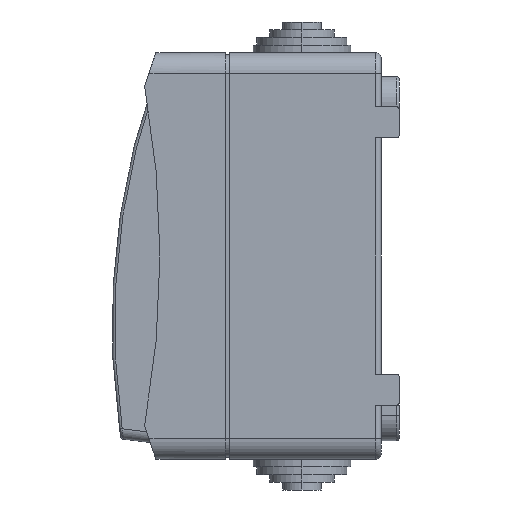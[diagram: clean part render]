
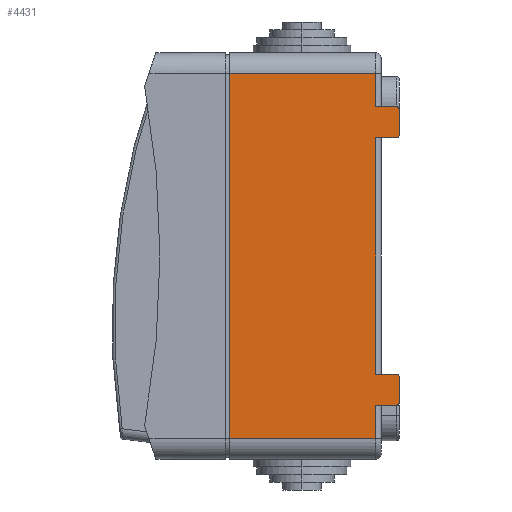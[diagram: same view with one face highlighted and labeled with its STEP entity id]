
A CAD part, left-side view. The second image highlights one B-rep face of the part: STEP entity #4431.
In plain terms, the highlighted planar face has unit normal (-1, 0, 0).
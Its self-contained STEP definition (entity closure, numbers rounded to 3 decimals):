
#21 = ORIENTED_EDGE ( 'NONE', *, *, #3802, .F. ) ;
#335 = EDGE_CURVE ( 'NONE', #9305, #14296, #1703, .T. ) ;
#521 = VECTOR ( 'NONE', #14833, 1000. ) ;
#974 = DIRECTION ( 'NONE',  ( 0., 0., -1. ) ) ;
#1192 = FACE_OUTER_BOUND ( 'NONE', #5411, .T. ) ;
#1198 = VERTEX_POINT ( 'NONE', #3736 ) ;
#1348 = DIRECTION ( 'NONE',  ( 1., 0., 0. ) ) ;
#1703 = LINE ( 'NONE', #11346, #10620 ) ;
#1735 = ORIENTED_EDGE ( 'NONE', *, *, #1883, .T. ) ;
#1815 = CARTESIAN_POINT ( 'NONE',  ( -32., 1., 23. ) ) ;
#1883 = EDGE_CURVE ( 'NONE', #14066, #1198, #12901, .T. ) ;
#2114 = ORIENTED_EDGE ( 'NONE', *, *, #4382, .T. ) ;
#2357 = VECTOR ( 'NONE', #14120, 1000. ) ;
#2398 = DIRECTION ( 'NONE',  ( -1., 0., 0. ) ) ;
#2463 = CARTESIAN_POINT ( 'NONE',  ( -32., 29.4, 39.5 ) ) ;
#2498 = ORIENTED_EDGE ( 'NONE', *, *, #8959, .T. ) ;
#2669 = LINE ( 'NONE', #14092, #15769 ) ;
#2778 = LINE ( 'NONE', #16087, #12646 ) ;
#2810 = DIRECTION ( 'NONE',  ( 0., -1., 0. ) ) ;
#2842 = VERTEX_POINT ( 'NONE', #4440 ) ;
#2886 = ORIENTED_EDGE ( 'NONE', *, *, #12972, .F. ) ;
#3186 = CARTESIAN_POINT ( 'NONE',  ( -32., 29.4, -35.5 ) ) ;
#3265 = ORIENTED_EDGE ( 'NONE', *, *, #11751, .T. ) ;
#3370 = DIRECTION ( 'NONE',  ( 0., -1., 0. ) ) ;
#3601 = AXIS2_PLACEMENT_3D ( 'NONE', #2463, #1348, #10383 ) ;
#3607 = CARTESIAN_POINT ( 'NONE',  ( -32., 1., 29. ) ) ;
#3736 = CARTESIAN_POINT ( 'NONE',  ( -32., -3., -23. ) ) ;
#3802 = EDGE_CURVE ( 'NONE', #12419, #11424, #12620, .T. ) ;
#3827 = CARTESIAN_POINT ( 'NONE',  ( -32., 1., -29. ) ) ;
#3837 = CARTESIAN_POINT ( 'NONE',  ( -32., -3.5, 28.5 ) ) ;
#3874 = AXIS2_PLACEMENT_3D ( 'NONE', #10206, #2398, #11454 ) ;
#3914 = DIRECTION ( 'NONE',  ( 0., 0., -1. ) ) ;
#4382 = EDGE_CURVE ( 'NONE', #4692, #7490, #9711, .T. ) ;
#4431 = ADVANCED_FACE ( 'NONE', ( #1192 ), #11574, .F. ) ;
#4440 = CARTESIAN_POINT ( 'NONE',  ( -32., 1., 35.5 ) ) ;
#4505 = ORIENTED_EDGE ( 'NONE', *, *, #13477, .T. ) ;
#4613 = VECTOR ( 'NONE', #8084, 1000. ) ;
#4670 = CARTESIAN_POINT ( 'NONE',  ( -32., 29.4, 39.5 ) ) ;
#4692 = VERTEX_POINT ( 'NONE', #7679 ) ;
#4944 = VERTEX_POINT ( 'NONE', #5913 ) ;
#5037 = CARTESIAN_POINT ( 'NONE',  ( -32., 1., 35.5 ) ) ;
#5258 = LINE ( 'NONE', #10604, #8469 ) ;
#5341 = VERTEX_POINT ( 'NONE', #7457 ) ;
#5411 = EDGE_LOOP ( 'NONE', ( #14466, #11604, #14839, #1735, #15222, #2114, #15603, #2498, #2886, #6398, #21, #3265, #7260, #10635, #14287, #4505 ) ) ;
#5793 = DIRECTION ( 'NONE',  ( -1., 0., 0. ) ) ;
#5859 = CARTESIAN_POINT ( 'NONE',  ( -32., -3., -29. ) ) ;
#5879 = DIRECTION ( 'NONE',  ( 0., 0., 1. ) ) ;
#5913 = CARTESIAN_POINT ( 'NONE',  ( -32., 29.4, 35.5 ) ) ;
#6076 = CARTESIAN_POINT ( 'NONE',  ( -32., -3.5, 23.5 ) ) ;
#6376 = DIRECTION ( 'NONE',  ( 0., 0., 1. ) ) ;
#6398 = ORIENTED_EDGE ( 'NONE', *, *, #15310, .T. ) ;
#6596 = CARTESIAN_POINT ( 'NONE',  ( -32., 1.5, 29. ) ) ;
#6627 = EDGE_CURVE ( 'NONE', #4692, #1198, #5258, .T. ) ;
#6711 = LINE ( 'NONE', #9965, #13037 ) ;
#6842 = VERTEX_POINT ( 'NONE', #6076 ) ;
#7124 = LINE ( 'NONE', #11004, #10130 ) ;
#7175 = CARTESIAN_POINT ( 'NONE',  ( -32., -3.5, -28.5 ) ) ;
#7260 = ORIENTED_EDGE ( 'NONE', *, *, #11945, .T. ) ;
#7265 = AXIS2_PLACEMENT_3D ( 'NONE', #14963, #7571, #16176 ) ;
#7345 = DIRECTION ( 'NONE',  ( -1., 0., 0. ) ) ;
#7405 = LINE ( 'NONE', #13627, #521 ) ;
#7457 = CARTESIAN_POINT ( 'NONE',  ( -32., 1., -35.5 ) ) ;
#7490 = VERTEX_POINT ( 'NONE', #1815 ) ;
#7571 = DIRECTION ( 'NONE',  ( -1., 0., 0. ) ) ;
#7618 = VECTOR ( 'NONE', #6376, 1000. ) ;
#7679 = CARTESIAN_POINT ( 'NONE',  ( -32., 1., -23. ) ) ;
#8084 = DIRECTION ( 'NONE',  ( 0., 1., 0. ) ) ;
#8258 = LINE ( 'NONE', #14141, #4613 ) ;
#8469 = VECTOR ( 'NONE', #2810, 1000. ) ;
#8525 = EDGE_CURVE ( 'NONE', #14066, #11433, #2669, .T. ) ;
#8721 = AXIS2_PLACEMENT_3D ( 'NONE', #14772, #7345, #15992 ) ;
#8954 = CARTESIAN_POINT ( 'NONE',  ( -32., 1., 35.5 ) ) ;
#8959 = EDGE_CURVE ( 'NONE', #13153, #6842, #14053, .T. ) ;
#9134 = AXIS2_PLACEMENT_3D ( 'NONE', #13424, #5793, #14633 ) ;
#9158 = VECTOR ( 'NONE', #11153, 1000. ) ;
#9305 = VERTEX_POINT ( 'NONE', #3827 ) ;
#9542 = LINE ( 'NONE', #4670, #9158 ) ;
#9711 = LINE ( 'NONE', #8954, #12583 ) ;
#9965 = CARTESIAN_POINT ( 'NONE',  ( -32., 1.5, 23. ) ) ;
#10130 = VECTOR ( 'NONE', #5879, 1000. ) ;
#10172 = DIRECTION ( 'NONE',  ( 0., 0., 1. ) ) ;
#10206 = CARTESIAN_POINT ( 'NONE',  ( -32., -3., 28.5 ) ) ;
#10383 = DIRECTION ( 'NONE',  ( 0., 0., -1. ) ) ;
#10604 = CARTESIAN_POINT ( 'NONE',  ( -32., 1.5, -23. ) ) ;
#10620 = VECTOR ( 'NONE', #11232, 1000. ) ;
#10635 = ORIENTED_EDGE ( 'NONE', *, *, #14409, .F. ) ;
#10984 = CARTESIAN_POINT ( 'NONE',  ( -32., -3., 29. ) ) ;
#11004 = CARTESIAN_POINT ( 'NONE',  ( -32., 1., 35.5 ) ) ;
#11153 = DIRECTION ( 'NONE',  ( 0., 0., 1. ) ) ;
#11232 = DIRECTION ( 'NONE',  ( 0., -1., 0. ) ) ;
#11346 = CARTESIAN_POINT ( 'NONE',  ( -32., 1.5, -29. ) ) ;
#11375 = EDGE_CURVE ( 'NONE', #14296, #11433, #15531, .T. ) ;
#11424 = VERTEX_POINT ( 'NONE', #10984 ) ;
#11429 = VERTEX_POINT ( 'NONE', #3186 ) ;
#11433 = VERTEX_POINT ( 'NONE', #7175 ) ;
#11454 = DIRECTION ( 'NONE',  ( 0., 0., -1. ) ) ;
#11541 = EDGE_CURVE ( 'NONE', #11429, #5341, #7405, .T. ) ;
#11574 = PLANE ( 'NONE',  #3601 ) ;
#11604 = ORIENTED_EDGE ( 'NONE', *, *, #11375, .T. ) ;
#11751 = EDGE_CURVE ( 'NONE', #12419, #2842, #14196, .T. ) ;
#11894 = CIRCLE ( 'NONE', #3874, 0.5 ) ;
#11945 = EDGE_CURVE ( 'NONE', #2842, #4944, #8258, .T. ) ;
#12419 = VERTEX_POINT ( 'NONE', #3607 ) ;
#12550 = VERTEX_POINT ( 'NONE', #3837 ) ;
#12583 = VECTOR ( 'NONE', #10172, 1000. ) ;
#12620 = LINE ( 'NONE', #6596, #2357 ) ;
#12646 = VECTOR ( 'NONE', #974, 1000. ) ;
#12901 = CIRCLE ( 'NONE', #7265, 0.5 ) ;
#12912 = EDGE_CURVE ( 'NONE', #7490, #13153, #6711, .T. ) ;
#12972 = EDGE_CURVE ( 'NONE', #12550, #6842, #2778, .T. ) ;
#13037 = VECTOR ( 'NONE', #3370, 1000. ) ;
#13110 = CARTESIAN_POINT ( 'NONE',  ( -32., -3.5, -23.5 ) ) ;
#13153 = VERTEX_POINT ( 'NONE', #15229 ) ;
#13424 = CARTESIAN_POINT ( 'NONE',  ( -32., -3., -28.5 ) ) ;
#13477 = EDGE_CURVE ( 'NONE', #5341, #9305, #7124, .T. ) ;
#13627 = CARTESIAN_POINT ( 'NONE',  ( -32., 29.4, -35.5 ) ) ;
#14053 = CIRCLE ( 'NONE', #8721, 0.5 ) ;
#14066 = VERTEX_POINT ( 'NONE', #13110 ) ;
#14092 = CARTESIAN_POINT ( 'NONE',  ( -32., -3.5, -29. ) ) ;
#14120 = DIRECTION ( 'NONE',  ( 0., -1., 0. ) ) ;
#14141 = CARTESIAN_POINT ( 'NONE',  ( -32., 29.4, 35.5 ) ) ;
#14196 = LINE ( 'NONE', #5037, #7618 ) ;
#14287 = ORIENTED_EDGE ( 'NONE', *, *, #11541, .T. ) ;
#14296 = VERTEX_POINT ( 'NONE', #5859 ) ;
#14409 = EDGE_CURVE ( 'NONE', #11429, #4944, #9542, .T. ) ;
#14466 = ORIENTED_EDGE ( 'NONE', *, *, #335, .T. ) ;
#14633 = DIRECTION ( 'NONE',  ( 0., 0., -1. ) ) ;
#14772 = CARTESIAN_POINT ( 'NONE',  ( -32., -3., 23.5 ) ) ;
#14833 = DIRECTION ( 'NONE',  ( 0., -1., 0. ) ) ;
#14839 = ORIENTED_EDGE ( 'NONE', *, *, #8525, .F. ) ;
#14963 = CARTESIAN_POINT ( 'NONE',  ( -32., -3., -23.5 ) ) ;
#15222 = ORIENTED_EDGE ( 'NONE', *, *, #6627, .F. ) ;
#15229 = CARTESIAN_POINT ( 'NONE',  ( -32., -3., 23. ) ) ;
#15310 = EDGE_CURVE ( 'NONE', #12550, #11424, #11894, .T. ) ;
#15531 = CIRCLE ( 'NONE', #9134, 0.5 ) ;
#15603 = ORIENTED_EDGE ( 'NONE', *, *, #12912, .T. ) ;
#15769 = VECTOR ( 'NONE', #3914, 1000. ) ;
#15992 = DIRECTION ( 'NONE',  ( 0., 0., -1. ) ) ;
#16087 = CARTESIAN_POINT ( 'NONE',  ( -32., -3.5, 29. ) ) ;
#16176 = DIRECTION ( 'NONE',  ( 0., 0., -1. ) ) ;
